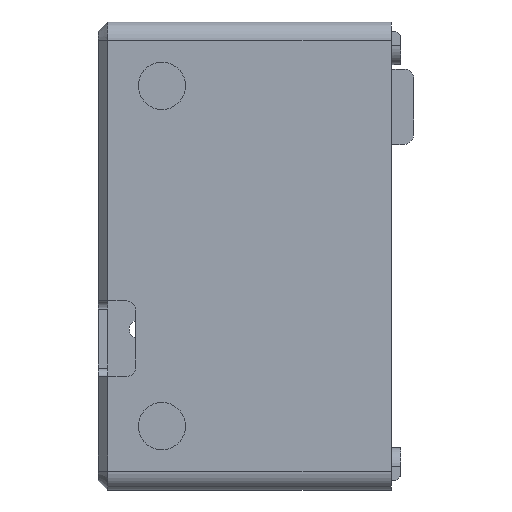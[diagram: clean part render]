
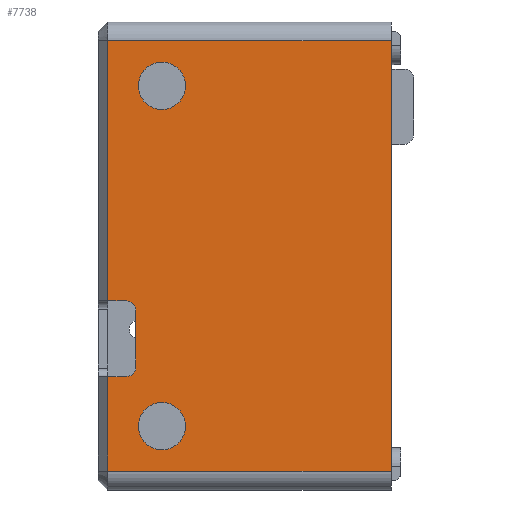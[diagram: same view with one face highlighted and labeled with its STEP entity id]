
A CAD part, front view. The second image highlights one B-rep face of the part: STEP entity #7738.
In plain terms, the highlighted planar face has unit normal (0, -1, 0).
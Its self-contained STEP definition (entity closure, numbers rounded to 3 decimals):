
#49=LINE('',#11372,#754);
#316=LINE('',#12562,#1021);
#322=LINE('',#12576,#1027);
#324=LINE('',#12580,#1029);
#325=LINE('',#12582,#1030);
#326=LINE('',#12583,#1031);
#327=LINE('',#12585,#1032);
#328=LINE('',#12586,#1033);
#754=VECTOR('',#8973,10.);
#1021=VECTOR('',#10064,10.);
#1027=VECTOR('',#10076,10.);
#1029=VECTOR('',#10080,10.);
#1030=VECTOR('',#10081,10.);
#1031=VECTOR('',#10082,10.);
#1032=VECTOR('',#10083,10.);
#1033=VECTOR('',#10084,10.);
#1755=FACE_BOUND('',#2426,.T.);
#1756=FACE_BOUND('',#2427,.T.);
#1942=FACE_OUTER_BOUND('',#2425,.T.);
#2425=EDGE_LOOP('',(#5950,#5951,#5952,#5953,#5954,#5955,#5956,#5957,#5958,
#5959));
#2426=EDGE_LOOP('',(#5960));
#2427=EDGE_LOOP('',(#5961));
#3105=CIRCLE('',#8390,5.);
#3107=CIRCLE('',#8394,5.);
#3150=CIRCLE('',#8486,2.);
#3151=CIRCLE('',#8489,2.);
#3280=VERTEX_POINT('',#11369);
#3281=VERTEX_POINT('',#11371);
#3682=VERTEX_POINT('',#12239);
#3684=VERTEX_POINT('',#12246);
#3790=VERTEX_POINT('',#12555);
#3791=VERTEX_POINT('',#12557);
#3792=VERTEX_POINT('',#12561);
#3793=VERTEX_POINT('',#12565);
#3797=VERTEX_POINT('',#12575);
#3798=VERTEX_POINT('',#12579);
#3799=VERTEX_POINT('',#12581);
#3800=VERTEX_POINT('',#12584);
#4046=EDGE_CURVE('',#3281,#3280,#49,.T.);
#4482=EDGE_CURVE('',#3682,#3682,#3105,.T.);
#4485=EDGE_CURVE('',#3684,#3684,#3107,.T.);
#4640=EDGE_CURVE('',#3791,#3790,#3150,.T.);
#4642=EDGE_CURVE('',#3792,#3791,#316,.T.);
#4644=EDGE_CURVE('',#3793,#3792,#3151,.T.);
#4649=EDGE_CURVE('',#3797,#3793,#322,.T.);
#4651=EDGE_CURVE('',#3790,#3798,#324,.T.);
#4652=EDGE_CURVE('',#3799,#3798,#325,.T.);
#4653=EDGE_CURVE('',#3281,#3799,#326,.T.);
#4654=EDGE_CURVE('',#3280,#3800,#327,.T.);
#4655=EDGE_CURVE('',#3797,#3800,#328,.T.);
#5950=ORIENTED_EDGE('',*,*,#4649,.T.);
#5951=ORIENTED_EDGE('',*,*,#4644,.T.);
#5952=ORIENTED_EDGE('',*,*,#4642,.T.);
#5953=ORIENTED_EDGE('',*,*,#4640,.T.);
#5954=ORIENTED_EDGE('',*,*,#4651,.T.);
#5955=ORIENTED_EDGE('',*,*,#4652,.F.);
#5956=ORIENTED_EDGE('',*,*,#4653,.F.);
#5957=ORIENTED_EDGE('',*,*,#4046,.T.);
#5958=ORIENTED_EDGE('',*,*,#4654,.T.);
#5959=ORIENTED_EDGE('',*,*,#4655,.F.);
#5960=ORIENTED_EDGE('',*,*,#4482,.T.);
#5961=ORIENTED_EDGE('',*,*,#4485,.T.);
#7542=PLANE('',#8491);
#7738=ADVANCED_FACE('',(#1942,#1755,#1756),#7542,.T.);
#8390=AXIS2_PLACEMENT_3D('',#12240,#9754,#9755);
#8394=AXIS2_PLACEMENT_3D('',#12247,#9763,#9764);
#8486=AXIS2_PLACEMENT_3D('',#12558,#10059,#10060);
#8489=AXIS2_PLACEMENT_3D('',#12566,#10068,#10069);
#8491=AXIS2_PLACEMENT_3D('',#12578,#10078,#10079);
#8973=DIRECTION('',(0.,0.,1.));
#9754=DIRECTION('center_axis',(0.,1.,0.));
#9755=DIRECTION('ref_axis',(1.,0.,0.));
#9763=DIRECTION('center_axis',(0.,1.,0.));
#9764=DIRECTION('ref_axis',(1.,0.,0.));
#10059=DIRECTION('center_axis',(0.,1.,0.));
#10060=DIRECTION('ref_axis',(0.,0.,
-1.));
#10064=DIRECTION('',(0.,0.,-1.));
#10068=DIRECTION('center_axis',(0.,1.,0.));
#10069=DIRECTION('ref_axis',(1.,0.,0.));
#10076=DIRECTION('',(1.,0.,0.));
#10078=DIRECTION('center_axis',(0.,-1.,0.));
#10079=DIRECTION('ref_axis',(0.,0.,1.));
#10080=DIRECTION('',(-1.,0.,0.));
#10081=DIRECTION('',(0.,0.,1.));
#10082=DIRECTION('',(-1.,0.,0.));
#10083=DIRECTION('',(-1.,0.,0.));
#10084=DIRECTION('',(0.,0.,1.));
#11369=CARTESIAN_POINT('',(57.5,-2.,91.));
#11371=CARTESIAN_POINT('',(57.5,-2.,0.));
#11372=CARTESIAN_POINT('',(57.5,-2.,0.));
#12239=CARTESIAN_POINT('',(4.,-2.,81.5));
#12240=CARTESIAN_POINT('Origin',(9.,-2.,81.5));
#12246=CARTESIAN_POINT('',(4.,-2.,9.5));
#12247=CARTESIAN_POINT('Origin',(9.,-2.,9.5));
#12555=CARTESIAN_POINT('',(1.5,-2.,20.));
#12557=CARTESIAN_POINT('',(3.5,-2.,22.));
#12558=CARTESIAN_POINT('Origin',(1.5,-2.,22.));
#12561=CARTESIAN_POINT('',(3.5,-2.,34.));
#12562=CARTESIAN_POINT('',(3.5,-2.,17.));
#12565=CARTESIAN_POINT('',(1.5,-2.,36.));
#12566=CARTESIAN_POINT('Origin',(1.5,-2.,34.));
#12575=CARTESIAN_POINT('',(-2.5,-2.,36.));
#12576=CARTESIAN_POINT('',(26.5,-2.,36.));
#12578=CARTESIAN_POINT('Origin',(57.5,-2.,0.));
#12579=CARTESIAN_POINT('',(-2.5,-2.,20.));
#12580=CARTESIAN_POINT('',(29.5,-2.,20.));
#12581=CARTESIAN_POINT('',(-2.5,-2.,0.));
#12582=CARTESIAN_POINT('',(-2.5,-2.,22.75));
#12583=CARTESIAN_POINT('',(57.5,-2.,0.));
#12584=CARTESIAN_POINT('',(-2.5,-2.,91.));
#12585=CARTESIAN_POINT('',(57.5,-2.,91.));
#12586=CARTESIAN_POINT('',(-2.5,-2.,22.75));
